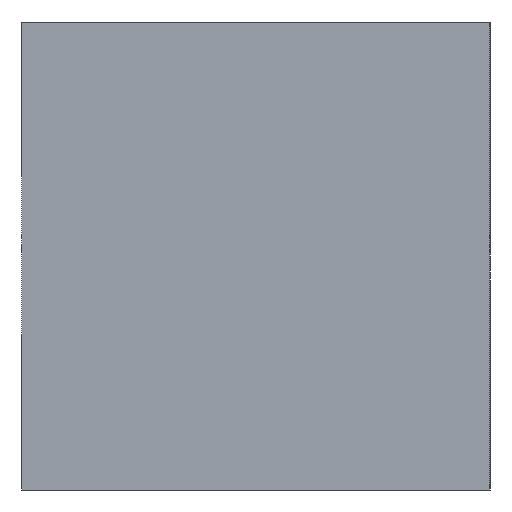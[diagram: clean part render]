
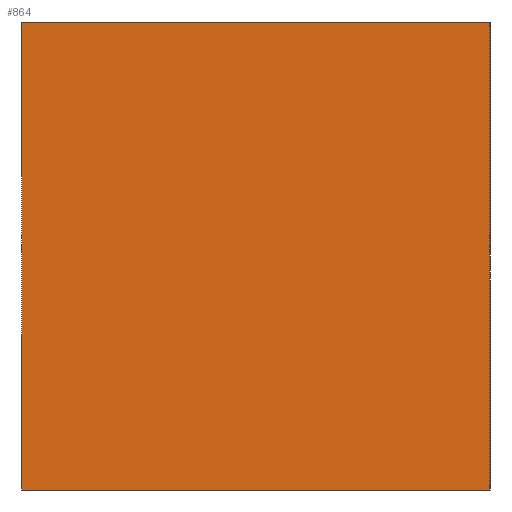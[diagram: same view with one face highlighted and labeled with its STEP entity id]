
A CAD part, left-side view. The second image highlights one B-rep face of the part: STEP entity #864.
In plain terms, the highlighted planar face has unit normal (-1, 0, 0).
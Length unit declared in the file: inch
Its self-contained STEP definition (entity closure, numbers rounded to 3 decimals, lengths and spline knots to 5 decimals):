
#112=DIRECTION('',(0.,0.,1.));
#113=VECTOR('',#112,1.5);
#114=CARTESIAN_POINT('',(-0.875,0.,-0.75));
#115=LINE('',#114,#113);
#148=DIRECTION('',(0.,1.,0.));
#149=VECTOR('',#148,1.5);
#150=CARTESIAN_POINT('',(-0.875,0.,-0.75));
#151=LINE('',#150,#149);
#170=DIRECTION('',(0.,1.,0.));
#171=VECTOR('',#170,1.5);
#172=CARTESIAN_POINT('',(-0.875,0.,0.75));
#173=LINE('',#172,#171);
#184=DIRECTION('',(0.,0.,1.));
#185=VECTOR('',#184,1.5);
#186=CARTESIAN_POINT('',(-0.875,1.5,-0.75));
#187=LINE('',#186,#185);
#686=CARTESIAN_POINT('',(-0.875,0.,-0.75));
#687=CARTESIAN_POINT('',(-0.875,0.,0.75));
#688=VERTEX_POINT('',#686);
#689=VERTEX_POINT('',#687);
#694=CARTESIAN_POINT('',(-0.875,1.5,-0.75));
#695=CARTESIAN_POINT('',(-0.875,1.5,0.75));
#696=VERTEX_POINT('',#694);
#697=VERTEX_POINT('',#695);
#850=CARTESIAN_POINT('',(-0.875,0.,-0.75));
#851=DIRECTION('',(-1.,0.,0.));
#852=DIRECTION('',(0.,0.,1.));
#853=AXIS2_PLACEMENT_3D('',#850,#851,#852);
#854=PLANE('',#853);
#855=ORIENTED_EDGE('',*,*,#827,.F.);
#857=ORIENTED_EDGE('',*,*,#856,.T.);
#859=ORIENTED_EDGE('',*,*,#858,.T.);
#861=ORIENTED_EDGE('',*,*,#860,.F.);
#862=EDGE_LOOP('',(#855,#857,#859,#861));
#863=FACE_OUTER_BOUND('',#862,.F.);
#864=ADVANCED_FACE('',(#863),#854,.T.);
#827=EDGE_CURVE('',#688,#689,#115,.T.);
#856=EDGE_CURVE('',#688,#696,#151,.T.);
#858=EDGE_CURVE('',#696,#697,#187,.T.);
#860=EDGE_CURVE('',#689,#697,#173,.T.);
